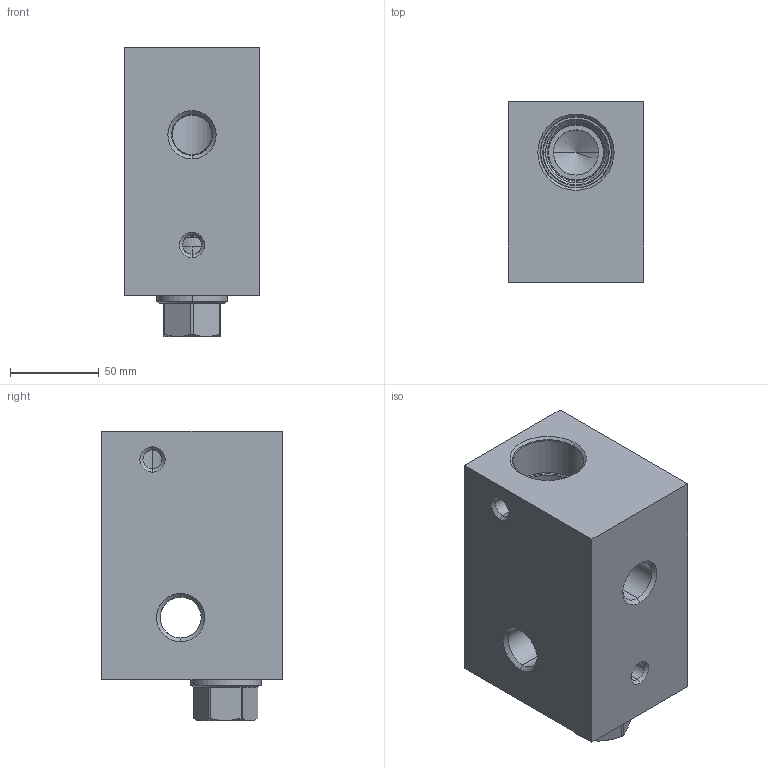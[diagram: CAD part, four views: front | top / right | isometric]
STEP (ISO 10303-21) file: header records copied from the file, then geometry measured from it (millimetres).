
FILE_DESCRIPTION((''),'2;1');
FILE_NAME('H7D_ASM','2024-06-19T',('ProEService'),(''),'PRO/ENGINEER BY PARAMETRIC TECHNOLOGY CORPORATION, 2014200','PRO/ENGINEER BY PARAMETRIC TECHNOLOGY CORPORATION, 2014200','');
FILE_SCHEMA(('CONFIG_CONTROL_DESIGN'));
Length unit declared in the file: inch
Products named in the file (3): 151-040-001; CXHAXCN; H7D_ASM
Assembly tree (2 placements, depth 2):
  H7D_ASM
    151-040-001
    CXHAXCN
Bounding box: 76.2 x 101.6 x 162.74 mm (x, y, z)
Volume: 928336.2 mm3; surface area: 108360 mm2
Topology: 3 solids, 4 shells, 279 faces, 841 edges, 668 vertices
Faces by surface type: cylinder 128, cone 73, plane 40, torus 32, revolution 6
Entity records: 11283 total; most frequent: CARTESIAN_POINT 3813, DIRECTION 1601, ORIENTED_EDGE 1290, EDGE_CURVE 645, AXIS2_PLACEMENT_3D 593, VECTOR 409, LINE 409, VERTEX_POINT 388
